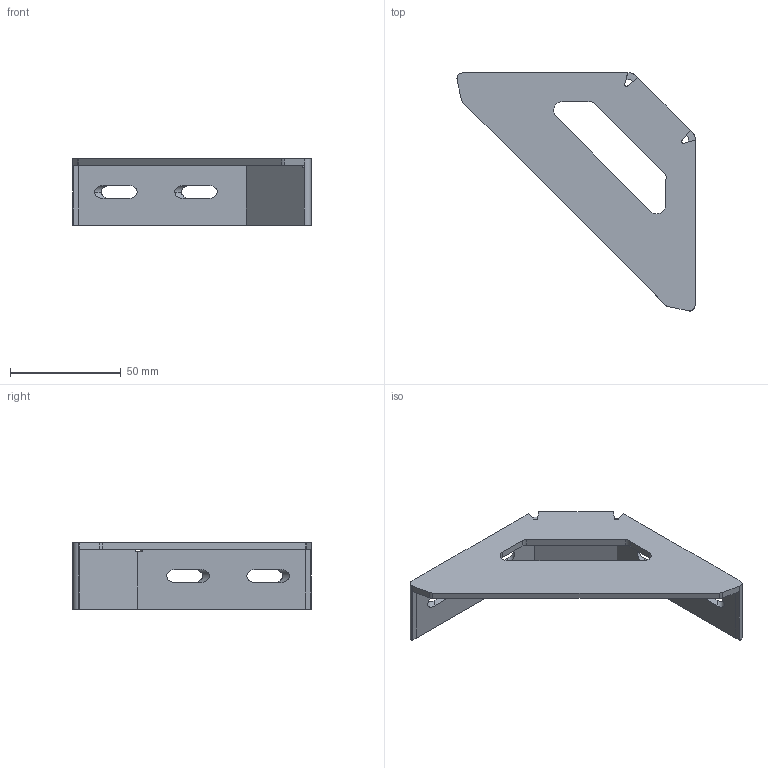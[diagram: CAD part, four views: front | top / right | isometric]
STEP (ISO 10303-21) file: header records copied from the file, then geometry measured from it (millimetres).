
FILE_DESCRIPTION (( 'STEP AP214' ), '1' );
FILE_NAME ('AL-5107.30.STEP', '2019-10-22T08:54:33', ( '' ), ( '' ), 'SwSTEP 2.0', 'SolidWorks 2018', '' );
FILE_SCHEMA (( 'AUTOMOTIVE_DESIGN' ));
Length unit declared in the file: millimetre
Products named in the file (1): AL-5107.30
Bounding box: 107.41 x 107.41 x 30 mm (x, y, z)
Volume: 30715.7 mm3; surface area: 22825.4 mm2
Topology: 1 solids, 1 shells, 58 faces, 176 edges, 116 vertices
Faces by surface type: plane 32, cylinder 26
Entity records: 2018 total; most frequent: CARTESIAN_POINT 423, ORIENTED_EDGE 352, DIRECTION 298, EDGE_CURVE 176, LINE 124, VECTOR 124, VERTEX_POINT 116, AXIS2_PLACEMENT_3D 87
